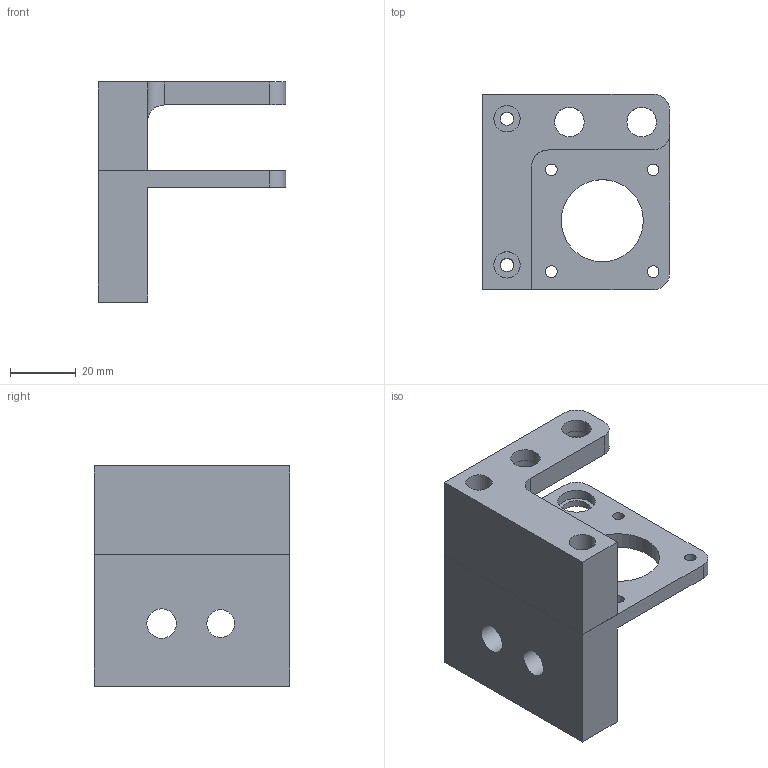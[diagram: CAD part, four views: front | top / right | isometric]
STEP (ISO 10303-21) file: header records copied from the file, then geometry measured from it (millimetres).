
FILE_DESCRIPTION(/* description */ (''),/* implementation_level */ '2;1');
FILE_NAME(/* name */ 'XStepperMount.stp',/* time_stamp */ '2014-06-26T21:35:54+02:00',/* author */ (''),/* organization */ (''),/* preprocessor_version */ 'ST-DEVELOPER v15.6',/* originating_system */ 'Autodesk Translator Framework v3.0.0.6910',/* authorisation */ '');
FILE_SCHEMA (('AUTOMOTIVE_DESIGN { 1 0 10303 214 3 1 1 }'));
Length unit declared in the file: centimetre
Products named in the file (3): Component2; Component3; x-stepper-mount v10
Bounding box: 57 x 59.5 x 67 mm (x, y, z)
Volume: 66777.9 mm3; surface area: 23402.4 mm2
Topology: 2 solids, 2 shells, 54 faces, 130 edges, 88 vertices
Faces by surface type: cylinder 29, plane 25
Full cylindrical faces by diameter (mm): 3.5 x4, 4 x4, 8 x2, 8.45 x1, 9 x5, 11.4 x4, 14 x2, 25 x1
Entity records: 1573 total; most frequent: DIRECTION 277, CARTESIAN_POINT 244, ORIENTED_EDGE 204, AXIS2_PLACEMENT_3D 116, EDGE_LOOP 115, EDGE_CURVE 102, VERTEX_POINT 83, FACE_BOUND 61
